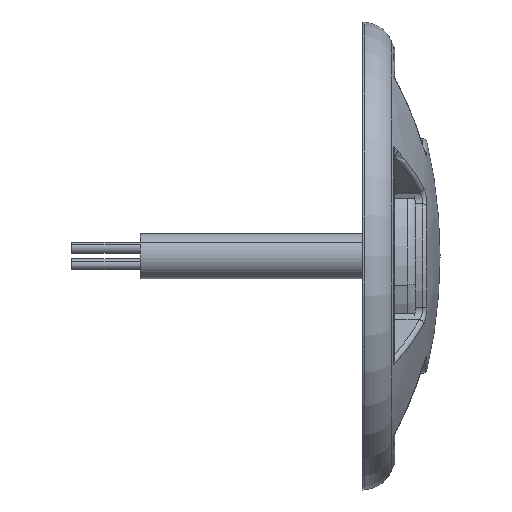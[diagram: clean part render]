
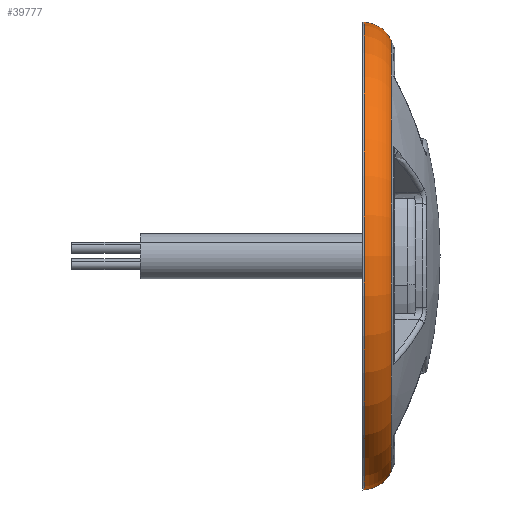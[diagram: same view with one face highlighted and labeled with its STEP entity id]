
A CAD part, top view. The second image highlights one B-rep face of the part: STEP entity #39777.
In plain terms, the highlighted toroidal (fillet/blend) face has major radius 44.495 mm and minor radius 7 mm.
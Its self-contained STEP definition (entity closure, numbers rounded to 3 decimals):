
#170 = CARTESIAN_POINT ( 'NONE',  ( -2.718, 0., 0. ) ) ;
#234 = CIRCLE ( 'NONE', #26435, 7. ) ;
#446 = DIRECTION ( 'NONE',  ( 0., -1., 0. ) ) ;
#1320 = ORIENTED_EDGE ( 'NONE', *, *, #15801, .T. ) ;
#1443 = CARTESIAN_POINT ( 'NONE',  ( -3.107, 0., 0. ) ) ;
#2008 = CARTESIAN_POINT ( 'NONE',  ( 3.207, -47.519, 0. ) ) ;
#2831 = VERTEX_POINT ( 'NONE', #24349 ) ;
#7252 = DIRECTION ( 'NONE',  ( 1., 0., 0. ) ) ;
#8159 = DIRECTION ( 'NONE',  ( 1., 0., 0. ) ) ;
#8901 = CARTESIAN_POINT ( 'NONE',  ( -3.107, -44.495, 0. ) ) ;
#9645 = CIRCLE ( 'NONE', #30219, 47.519 ) ;
#10889 = DIRECTION ( 'NONE',  ( 0., 1., 0. ) ) ;
#12657 = TOROIDAL_SURFACE ( 'NONE', #34747, 44.495, 7. ) ;
#13702 = ORIENTED_EDGE ( 'NONE', *, *, #18380, .F. ) ;
#14488 = DIRECTION ( 'NONE',  ( -1., 0., 0. ) ) ;
#15801 = EDGE_CURVE ( 'NONE', #2831, #39019, #40327, .T. ) ;
#16850 = ORIENTED_EDGE ( 'NONE', *, *, #31592, .F. ) ;
#17363 = EDGE_CURVE ( 'NONE', #33924, #39019, #37159, .T. ) ;
#18380 = EDGE_CURVE ( 'NONE', #22114, #33924, #234, .T. ) ;
#19614 = FACE_OUTER_BOUND ( 'NONE', #39626, .T. ) ;
#22114 = VERTEX_POINT ( 'NONE', #2008 ) ;
#22489 = DIRECTION ( 'NONE',  ( -1., 0., 0. ) ) ;
#24349 = CARTESIAN_POINT ( 'NONE',  ( 3.207, 47.519, 0. ) ) ;
#26072 = ORIENTED_EDGE ( 'NONE', *, *, #17363, .F. ) ;
#26125 = AXIS2_PLACEMENT_3D ( 'NONE', #170, #22489, #446 ) ;
#26200 = CARTESIAN_POINT ( 'NONE',  ( 3.207, 0., 0. ) ) ;
#26435 = AXIS2_PLACEMENT_3D ( 'NONE', #8901, #40870, #33854 ) ;
#27120 = DIRECTION ( 'NONE',  ( 0., 0., 1. ) ) ;
#27261 = CARTESIAN_POINT ( 'NONE',  ( -3.107, 44.495, 0. ) ) ;
#27986 = AXIS2_PLACEMENT_3D ( 'NONE', #27261, #27120, #8159 ) ;
#29685 = DIRECTION ( 'NONE',  ( 0., 1., 0. ) ) ;
#30219 = AXIS2_PLACEMENT_3D ( 'NONE', #26200, #7252, #29685 ) ;
#31592 = EDGE_CURVE ( 'NONE', #2831, #22114, #9645, .T. ) ;
#31732 = CARTESIAN_POINT ( 'NONE',  ( -2.718, 51.484, 0. ) ) ;
#33854 = DIRECTION ( 'NONE',  ( -1., 0., 0. ) ) ;
#33924 = VERTEX_POINT ( 'NONE', #38501 ) ;
#34747 = AXIS2_PLACEMENT_3D ( 'NONE', #1443, #14488, #10889 ) ;
#37159 = CIRCLE ( 'NONE', #26125, 51.484 ) ;
#38501 = CARTESIAN_POINT ( 'NONE',  ( -2.718, -51.484, 0. ) ) ;
#39019 = VERTEX_POINT ( 'NONE', #31732 ) ;
#39626 = EDGE_LOOP ( 'NONE', ( #13702, #16850, #1320, #26072 ) ) ;
#39777 = ADVANCED_FACE ( 'NONE', ( #19614 ), #12657, .T. ) ;
#40327 = CIRCLE ( 'NONE', #27986, 7. ) ;
#40870 = DIRECTION ( 'NONE',  ( 0., 0., -1. ) ) ;
